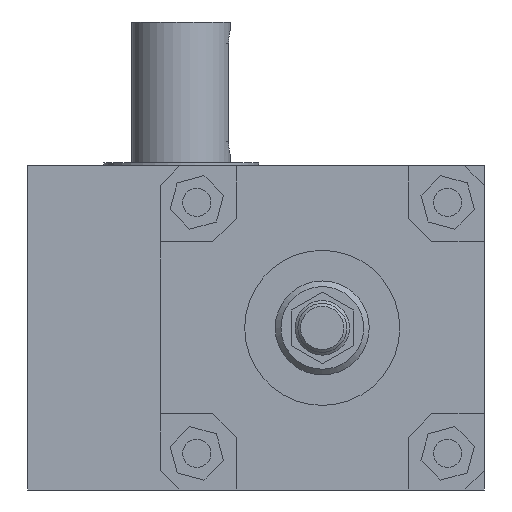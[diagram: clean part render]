
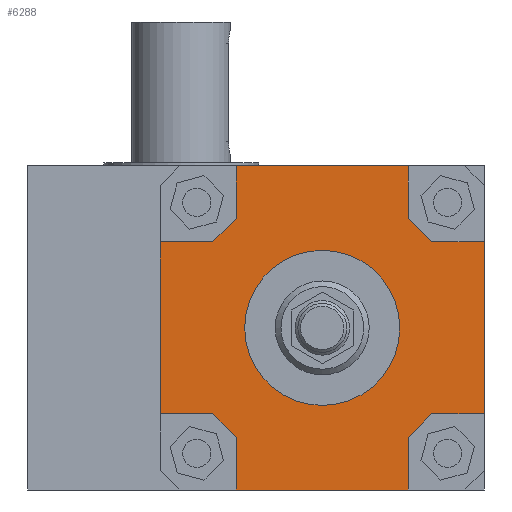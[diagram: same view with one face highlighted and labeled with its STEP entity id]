
A CAD part, left-side view. The second image highlights one B-rep face of the part: STEP entity #6288.
In plain terms, the highlighted planar face has unit normal (-1, 0, 0).
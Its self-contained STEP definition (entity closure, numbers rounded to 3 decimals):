
#362=LINE('',#9591,#1034);
#365=LINE('',#9596,#1037);
#367=LINE('',#9600,#1039);
#369=LINE('',#9606,#1041);
#372=LINE('',#9611,#1044);
#374=LINE('',#9615,#1046);
#376=LINE('',#9621,#1048);
#379=LINE('',#9626,#1051);
#381=LINE('',#9630,#1053);
#385=LINE('',#9637,#1057);
#390=LINE('',#9645,#1062);
#392=LINE('',#9648,#1064);
#394=LINE('',#9653,#1066);
#396=LINE('',#9657,#1068);
#398=LINE('',#9661,#1070);
#399=LINE('',#9664,#1071);
#1034=VECTOR('',#7868,18.704);
#1037=VECTOR('',#7873,11.733);
#1039=VECTOR('',#7877,18.704);
#1041=VECTOR('',#7883,18.704);
#1044=VECTOR('',#7888,11.733);
#1046=VECTOR('',#7892,18.704);
#1048=VECTOR('',#7898,18.704);
#1051=VECTOR('',#7903,11.733);
#1053=VECTOR('',#7907,18.704);
#1057=VECTOR('',#7917,61.);
#1062=VECTOR('',#7926,61.);
#1064=VECTOR('',#7930,61.);
#1066=VECTOR('',#7936,18.704);
#1068=VECTOR('',#7940,11.733);
#1070=VECTOR('',#7944,18.704);
#1071=VECTOR('',#7949,61.);
#1551=PLANE('',#6770);
#1758=FACE_BOUND('',#2448,.T.);
#2020=FACE_OUTER_BOUND('',#2447,.T.);
#2447=EDGE_LOOP('',(#4972,#4973,#4974,#4975,#4976,#4977,#4978,#4979,#4980,
#4981,#4982,#4983,#4984,#4985,#4986,#4987));
#2448=EDGE_LOOP('',(#4988));
#2724=CIRCLE('',#6768,27.5);
#3074=VERTEX_POINT('',#9588);
#3075=VERTEX_POINT('',#9590);
#3076=VERTEX_POINT('',#9594);
#3077=VERTEX_POINT('',#9598);
#3078=VERTEX_POINT('',#9603);
#3079=VERTEX_POINT('',#9605);
#3080=VERTEX_POINT('',#9609);
#3081=VERTEX_POINT('',#9613);
#3082=VERTEX_POINT('',#9618);
#3083=VERTEX_POINT('',#9620);
#3084=VERTEX_POINT('',#9624);
#3085=VERTEX_POINT('',#9628);
#3086=VERTEX_POINT('',#9643);
#3087=VERTEX_POINT('',#9651);
#3088=VERTEX_POINT('',#9655);
#3089=VERTEX_POINT('',#9659);
#3091=VERTEX_POINT('',#9670);
#3750=EDGE_CURVE('',#3075,#3074,#362,.T.);
#3753=EDGE_CURVE('',#3074,#3076,#365,.T.);
#3755=EDGE_CURVE('',#3076,#3077,#367,.T.);
#3757=EDGE_CURVE('',#3079,#3078,#369,.T.);
#3760=EDGE_CURVE('',#3078,#3080,#372,.T.);
#3762=EDGE_CURVE('',#3080,#3081,#374,.T.);
#3764=EDGE_CURVE('',#3083,#3082,#376,.T.);
#3767=EDGE_CURVE('',#3082,#3084,#379,.T.);
#3769=EDGE_CURVE('',#3084,#3085,#381,.T.);
#3773=EDGE_CURVE('',#3077,#3079,#385,.T.);
#3778=EDGE_CURVE('',#3085,#3086,#390,.T.);
#3780=EDGE_CURVE('',#3081,#3083,#392,.T.);
#3782=EDGE_CURVE('',#3086,#3087,#394,.T.);
#3784=EDGE_CURVE('',#3087,#3088,#396,.T.);
#3786=EDGE_CURVE('',#3088,#3089,#398,.T.);
#3787=EDGE_CURVE('',#3089,#3075,#399,.T.);
#3790=EDGE_CURVE('',#3091,#3091,#2724,.T.);
#4972=ORIENTED_EDGE('',*,*,#3755,.T.);
#4973=ORIENTED_EDGE('',*,*,#3773,.T.);
#4974=ORIENTED_EDGE('',*,*,#3757,.T.);
#4975=ORIENTED_EDGE('',*,*,#3760,.T.);
#4976=ORIENTED_EDGE('',*,*,#3762,.T.);
#4977=ORIENTED_EDGE('',*,*,#3780,.T.);
#4978=ORIENTED_EDGE('',*,*,#3764,.T.);
#4979=ORIENTED_EDGE('',*,*,#3767,.T.);
#4980=ORIENTED_EDGE('',*,*,#3769,.T.);
#4981=ORIENTED_EDGE('',*,*,#3778,.T.);
#4982=ORIENTED_EDGE('',*,*,#3782,.T.);
#4983=ORIENTED_EDGE('',*,*,#3784,.T.);
#4984=ORIENTED_EDGE('',*,*,#3786,.T.);
#4985=ORIENTED_EDGE('',*,*,#3787,.T.);
#4986=ORIENTED_EDGE('',*,*,#3750,.T.);
#4987=ORIENTED_EDGE('',*,*,#3753,.T.);
#4988=ORIENTED_EDGE('',*,*,#3790,.F.);
#6288=ADVANCED_FACE('',(#2020,#1758),#1551,.F.);
#6768=AXIS2_PLACEMENT_3D('',#9671,#7957,#7958);
#6770=AXIS2_PLACEMENT_3D('',#9673,#7961,#7962);
#7868=DIRECTION('',(0.,-1.,0.));
#7873=DIRECTION('',(0.,-0.707,-0.707));
#7877=DIRECTION('',(0.,0.,-1.));
#7883=DIRECTION('',(0.,0.,1.));
#7888=DIRECTION('',(0.,-0.707,0.707));
#7892=DIRECTION('',(0.,-1.,0.));
#7898=DIRECTION('',(0.,1.,0.));
#7903=DIRECTION('',(0.,0.707,0.707));
#7907=DIRECTION('',(0.,0.,1.));
#7917=DIRECTION('',(0.,-1.,0.));
#7926=DIRECTION('',(0.,1.,0.));
#7930=DIRECTION('',(0.,0.,1.));
#7936=DIRECTION('',(0.,0.,-1.));
#7940=DIRECTION('',(0.,0.707,-0.707));
#7944=DIRECTION('',(0.,1.,0.));
#7949=DIRECTION('',(0.,0.,-1.));
#7957=DIRECTION('center_axis',(-1.,0.,0.));
#7958=DIRECTION('ref_axis',(0.,0.,1.));
#7961=DIRECTION('center_axis',(1.,0.,0.));
#7962=DIRECTION('ref_axis',(0.,0.,-1.));
#9588=CARTESIAN_POINT('',(-281.,38.796,-30.5));
#9590=CARTESIAN_POINT('',(-281.,57.5,-30.5));
#9591=CARTESIAN_POINT('',(-281.,28.75,-30.5));
#9594=CARTESIAN_POINT('',(-281.,30.5,-38.796));
#9596=CARTESIAN_POINT('',(-281.,36.722,-32.574));
#9598=CARTESIAN_POINT('',(-281.,30.5,-57.5));
#9600=CARTESIAN_POINT('',(-281.,30.5,-19.398));
#9603=CARTESIAN_POINT('',(-281.,-30.5,-38.796));
#9605=CARTESIAN_POINT('',(-281.,-30.5,-57.5));
#9606=CARTESIAN_POINT('',(-281.,-30.5,-28.75));
#9609=CARTESIAN_POINT('',(-281.,-38.796,-30.5));
#9611=CARTESIAN_POINT('',(-281.,-32.574,-36.722));
#9613=CARTESIAN_POINT('',(-281.,-57.5,-30.5));
#9615=CARTESIAN_POINT('',(-281.,-19.398,-30.5));
#9618=CARTESIAN_POINT('',(-281.,-38.796,30.5));
#9620=CARTESIAN_POINT('',(-281.,-57.5,30.5));
#9621=CARTESIAN_POINT('',(-281.,-28.75,30.5));
#9624=CARTESIAN_POINT('',(-281.,-30.5,38.796));
#9626=CARTESIAN_POINT('',(-281.,-36.722,32.574));
#9628=CARTESIAN_POINT('',(-281.,-30.5,57.5));
#9630=CARTESIAN_POINT('',(-281.,-30.5,19.398));
#9637=CARTESIAN_POINT('',(-281.,-50.5,-57.5));
#9643=CARTESIAN_POINT('',(-281.,30.5,57.5));
#9645=CARTESIAN_POINT('',(-281.,50.5,57.5));
#9648=CARTESIAN_POINT('',(-281.,-57.5,50.5));
#9651=CARTESIAN_POINT('',(-281.,30.5,38.796));
#9653=CARTESIAN_POINT('',(-281.,30.5,28.75));
#9655=CARTESIAN_POINT('',(-281.,38.796,30.5));
#9657=CARTESIAN_POINT('',(-281.,32.574,36.722));
#9659=CARTESIAN_POINT('',(-281.,57.5,30.5));
#9661=CARTESIAN_POINT('',(-281.,19.398,30.5));
#9664=CARTESIAN_POINT('',(-281.,57.5,-50.5));
#9670=CARTESIAN_POINT('',(-281.,0.,-27.5));
#9671=CARTESIAN_POINT('Origin',(-281.,0.,0.));
#9673=CARTESIAN_POINT('Origin',(-281.,0.,0.));
